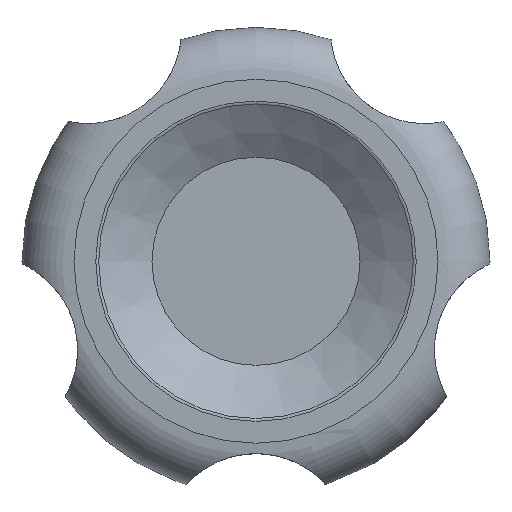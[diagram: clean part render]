
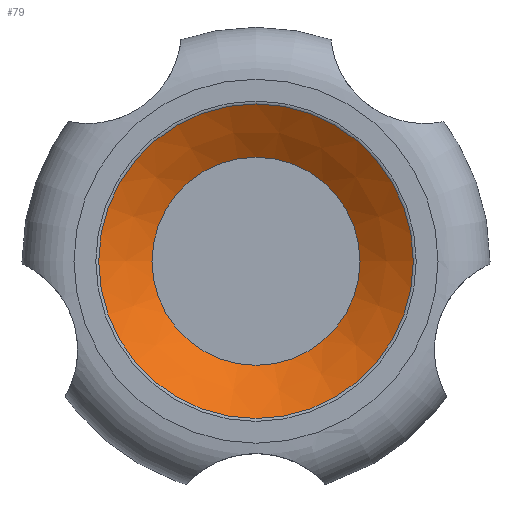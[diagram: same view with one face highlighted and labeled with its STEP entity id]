
A CAD part, top view. The second image highlights one B-rep face of the part: STEP entity #79.
In plain terms, the highlighted conical face has half-angle 56.31 degrees and reference radius 30.5 mm.
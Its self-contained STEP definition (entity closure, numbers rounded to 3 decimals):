
#79 = ADVANCED_FACE( '', ( #177, #178 ), #179, .F. );
#177 = FACE_OUTER_BOUND( '', #309, .T. );
#178 = FACE_BOUND( '', #310, .T. );
#179 = CONICAL_SURFACE( '', #311, 30.5, 0.983 );
#309 = EDGE_LOOP( '', ( #469 ) );
#310 = EDGE_LOOP( '', ( #470 ) );
#311 = AXIS2_PLACEMENT_3D( '', #471, #472, #473 );
#469 = ORIENTED_EDGE( '', *, *, #631, .T. );
#470 = ORIENTED_EDGE( '', *, *, #652, .F. );
#471 = CARTESIAN_POINT( '', ( 0., 0., 52. ) );
#472 = DIRECTION( '', ( 0., 0., 1. ) );
#473 = DIRECTION( '', ( 1., 0., 0. ) );
#631 = EDGE_CURVE( '', #717, #717, #718, .F. );
#652 = EDGE_CURVE( '', #751, #751, #752, .T. );
#717 = VERTEX_POINT( '', #944 );
#718 = CIRCLE( '', #945, 30.248 );
#751 = VERTEX_POINT( '', #1197 );
#752 = CIRCLE( '', #1198, 20. );
#944 = CARTESIAN_POINT( '', ( -30.248, 0., 51.832 ) );
#945 = AXIS2_PLACEMENT_3D( '', #1478, #1479, #1480 );
#1197 = CARTESIAN_POINT( '', ( 20., 0., 45. ) );
#1198 = AXIS2_PLACEMENT_3D( '', #1500, #1501, #1502 );
#1478 = CARTESIAN_POINT( '', ( 0., 0., 51.832 ) );
#1479 = DIRECTION( '', ( 0., 0., -1. ) );
#1480 = DIRECTION( '', ( -1., 0., 0. ) );
#1500 = CARTESIAN_POINT( '', ( 0., 0., 45. ) );
#1501 = DIRECTION( '', ( 0., 0., 1. ) );
#1502 = DIRECTION( '', ( 1., 0., 0. ) );
